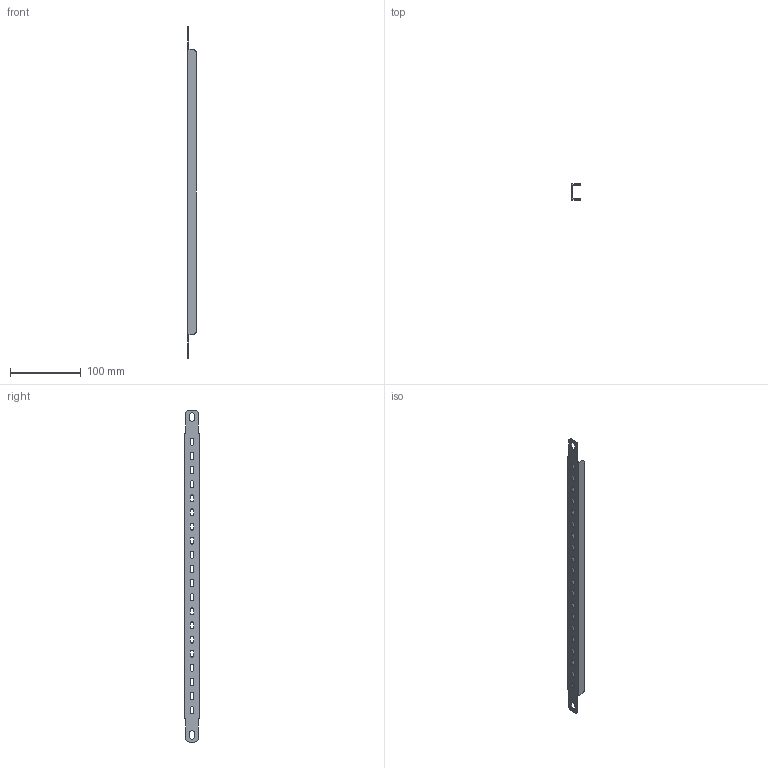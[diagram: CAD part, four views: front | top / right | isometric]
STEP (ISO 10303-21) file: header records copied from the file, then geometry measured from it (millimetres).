
FILE_DESCRIPTION (( 'STEP AP214' ), '1' );
FILE_NAME ('Ðåéêà ìîíòàæíàÿ äëÿ êàáåëÿ À 470.STEP', '2022-03-31T13:41:43', ( '' ), ( '' ), 'SwSTEP 2.0', 'SolidWorks 2017', '' );
FILE_SCHEMA (( 'AUTOMOTIVE_DESIGN' ));
Length unit declared in the file: millimetre
Products named in the file (1): Ðåéêà ìîíòàæíàÿ äëÿ êàáåëÿ À 470
Bounding box: 12 x 22 x 470 mm (x, y, z)
Volume: 21636.1 mm3; surface area: 36821.3 mm2
Topology: 1 solids, 1 shells, 138 faces, 404 edges, 268 vertices
Faces by surface type: cylinder 74, plane 64
Entity records: 4746 total; most frequent: DIRECTION 830, CARTESIAN_POINT 811, ORIENTED_EDGE 808, EDGE_CURVE 404, AXIS2_PLACEMENT_3D 287, VERTEX_POINT 268, VECTOR 256, LINE 256
